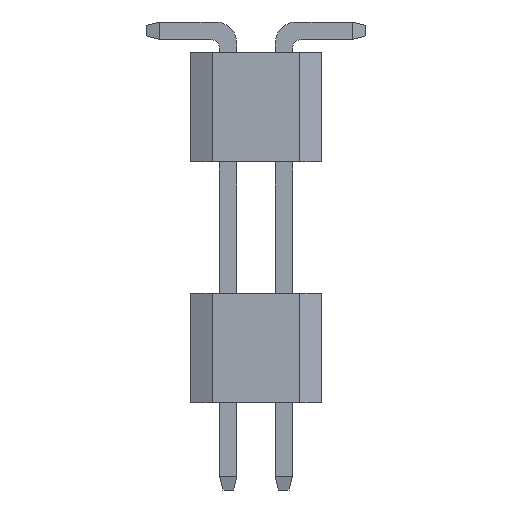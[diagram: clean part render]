
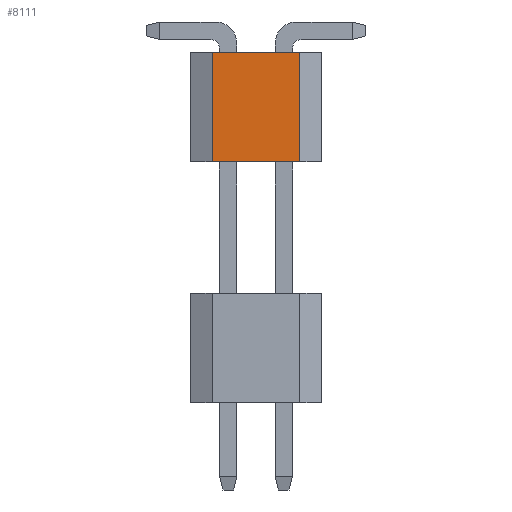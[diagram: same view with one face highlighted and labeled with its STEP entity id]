
A CAD part, left-side view. The second image highlights one B-rep face of the part: STEP entity #8111.
In plain terms, the highlighted planar face has unit normal (-1, 0, 0).
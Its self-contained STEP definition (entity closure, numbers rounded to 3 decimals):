
#382 = CARTESIAN_POINT ( 'NONE',  ( 0., 1., 8. ) ) ;
#541 = ORIENTED_EDGE ( 'NONE', *, *, #16879, .T. ) ;
#2147 = PLANE ( 'NONE',  #22959 ) ;
#2302 = CARTESIAN_POINT ( 'NONE',  ( 0., 1., 5.5 ) ) ;
#3418 = ORIENTED_EDGE ( 'NONE', *, *, #7646, .F. ) ;
#3676 = LINE ( 'NONE', #9527, #15378 ) ;
#3969 = DIRECTION ( 'NONE',  ( 0., 0., 1. ) ) ;
#4142 = VECTOR ( 'NONE', #21906, 1000. ) ;
#5505 = CARTESIAN_POINT ( 'NONE',  ( 0., 0., 8. ) ) ;
#7646 = EDGE_CURVE ( 'NONE', #24230, #18404, #10192, .T. ) ;
#7872 = DIRECTION ( 'NONE',  ( 0., 1., 0. ) ) ;
#8111 = ADVANCED_FACE ( 'NONE', ( #13617 ), #2147, .F. ) ;
#8174 = VERTEX_POINT ( 'NONE', #14748 ) ;
#8670 = ORIENTED_EDGE ( 'NONE', *, *, #22737, .T. ) ;
#9527 = CARTESIAN_POINT ( 'NONE',  ( 0., 0., 5.5 ) ) ;
#9837 = LINE ( 'NONE', #14138, #4142 ) ;
#10192 = LINE ( 'NONE', #2302, #21628 ) ;
#11271 = ORIENTED_EDGE ( 'NONE', *, *, #25074, .F. ) ;
#13396 = LINE ( 'NONE', #5505, #16484 ) ;
#13617 = FACE_OUTER_BOUND ( 'NONE', #18681, .T. ) ;
#14120 = CARTESIAN_POINT ( 'NONE',  ( 0., 8.828, 27. ) ) ;
#14138 = CARTESIAN_POINT ( 'NONE',  ( 0., -1., 5.5 ) ) ;
#14748 = CARTESIAN_POINT ( 'NONE',  ( 0., -1., 8. ) ) ;
#15378 = VECTOR ( 'NONE', #19216, 1000. ) ;
#15654 = DIRECTION ( 'NONE',  ( 1., 0., 0. ) ) ;
#16484 = VECTOR ( 'NONE', #20792, 1000. ) ;
#16879 = EDGE_CURVE ( 'NONE', #19757, #8174, #9837, .T. ) ;
#18404 = VERTEX_POINT ( 'NONE', #382 ) ;
#18681 = EDGE_LOOP ( 'NONE', ( #11271, #3418, #8670, #541 ) ) ;
#18819 = CARTESIAN_POINT ( 'NONE',  ( 0., 1., 5.5 ) ) ;
#19216 = DIRECTION ( 'NONE',  ( 0., -1., 0. ) ) ;
#19753 = CARTESIAN_POINT ( 'NONE',  ( 0., -1., 5.5 ) ) ;
#19757 = VERTEX_POINT ( 'NONE', #19753 ) ;
#20792 = DIRECTION ( 'NONE',  ( 0., -1., 0. ) ) ;
#21628 = VECTOR ( 'NONE', #3969, 1000. ) ;
#21906 = DIRECTION ( 'NONE',  ( 0., 0., 1. ) ) ;
#22737 = EDGE_CURVE ( 'NONE', #24230, #19757, #3676, .T. ) ;
#22959 = AXIS2_PLACEMENT_3D ( 'NONE', #14120, #15654, #7872 ) ;
#24230 = VERTEX_POINT ( 'NONE', #18819 ) ;
#25074 = EDGE_CURVE ( 'NONE', #18404, #8174, #13396, .T. ) ;
